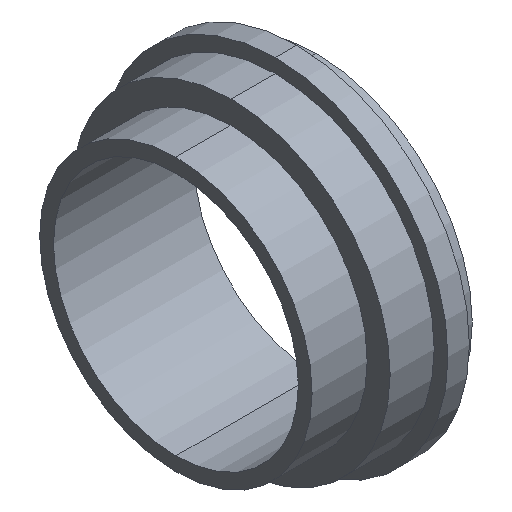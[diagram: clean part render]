
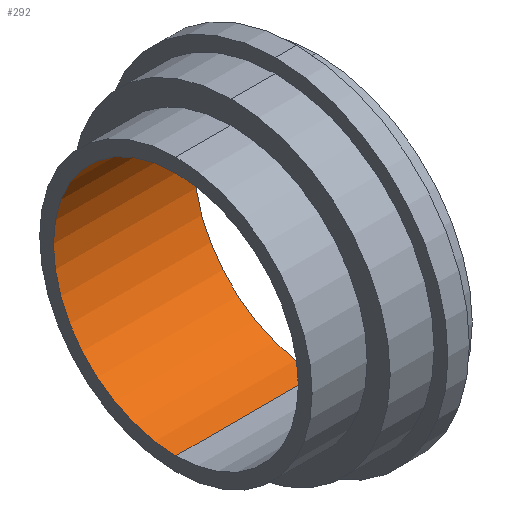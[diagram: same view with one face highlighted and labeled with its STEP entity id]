
A CAD part, isometric view. The second image highlights one B-rep face of the part: STEP entity #292.
In plain terms, the highlighted cylindrical face has radius 20 mm (diameter 40 mm), a partial arc.
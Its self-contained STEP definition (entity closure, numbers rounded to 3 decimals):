
#13 = AXIS2_PLACEMENT_3D ( 'NONE', #133, #168, #357 ) ;
#18 = AXIS2_PLACEMENT_3D ( 'NONE', #22, #95, #282 ) ;
#22 = CARTESIAN_POINT ( 'NONE',  ( -45.952, 0., 0. ) ) ;
#23 = AXIS2_PLACEMENT_3D ( 'NONE', #185, #444, #76 ) ;
#39 = LINE ( 'NONE', #255, #159 ) ;
#60 = EDGE_CURVE ( 'NONE', #108, #231, #84, .T. ) ;
#75 = EDGE_LOOP ( 'NONE', ( #106, #482, #369, #141 ) ) ;
#76 = DIRECTION ( 'NONE',  ( 0., 0., 1. ) ) ;
#84 = LINE ( 'NONE', #306, #436 ) ;
#95 = DIRECTION ( 'NONE',  ( -1., 0., 0. ) ) ;
#106 = ORIENTED_EDGE ( 'NONE', *, *, #60, .F. ) ;
#108 = VERTEX_POINT ( 'NONE', #270 ) ;
#133 = CARTESIAN_POINT ( 'NONE',  ( 0., 0., 0. ) ) ;
#141 = ORIENTED_EDGE ( 'NONE', *, *, #427, .T. ) ;
#159 = VECTOR ( 'NONE', #298, 1000. ) ;
#168 = DIRECTION ( 'NONE',  ( -1., 0., 0. ) ) ;
#171 = VERTEX_POINT ( 'NONE', #245 ) ;
#174 = FACE_OUTER_BOUND ( 'NONE', #75, .T. ) ;
#185 = CARTESIAN_POINT ( 'NONE',  ( -23., 0., 0. ) ) ;
#187 = EDGE_CURVE ( 'NONE', #228, #108, #242, .T. ) ;
#198 = DIRECTION ( 'NONE',  ( -1., 0., 0. ) ) ;
#228 = VERTEX_POINT ( 'NONE', #472 ) ;
#231 = VERTEX_POINT ( 'NONE', #353 ) ;
#242 = CIRCLE ( 'NONE', #13, 20. ) ;
#245 = CARTESIAN_POINT ( 'NONE',  ( -23., 0., 20. ) ) ;
#255 = CARTESIAN_POINT ( 'NONE',  ( -45.952, 0., 20. ) ) ;
#270 = CARTESIAN_POINT ( 'NONE',  ( 0., 0., -20. ) ) ;
#280 = CIRCLE ( 'NONE', #23, 20. ) ;
#282 = DIRECTION ( 'NONE',  ( 0., 0., 1. ) ) ;
#292 = ADVANCED_FACE ( 'NONE', ( #174 ), #359, .F. ) ;
#298 = DIRECTION ( 'NONE',  ( -1., 0., 0. ) ) ;
#306 = CARTESIAN_POINT ( 'NONE',  ( -45.952, 0., -20. ) ) ;
#353 = CARTESIAN_POINT ( 'NONE',  ( -23., 0., -20. ) ) ;
#357 = DIRECTION ( 'NONE',  ( 0., 0., 1. ) ) ;
#359 = CYLINDRICAL_SURFACE ( 'NONE', #18, 20. ) ;
#369 = ORIENTED_EDGE ( 'NONE', *, *, #461, .T. ) ;
#427 = EDGE_CURVE ( 'NONE', #171, #231, #280, .T. ) ;
#436 = VECTOR ( 'NONE', #198, 1000. ) ;
#444 = DIRECTION ( 'NONE',  ( -1., 0., 0. ) ) ;
#461 = EDGE_CURVE ( 'NONE', #228, #171, #39, .T. ) ;
#472 = CARTESIAN_POINT ( 'NONE',  ( 0., 0., 20. ) ) ;
#482 = ORIENTED_EDGE ( 'NONE', *, *, #187, .F. ) ;
